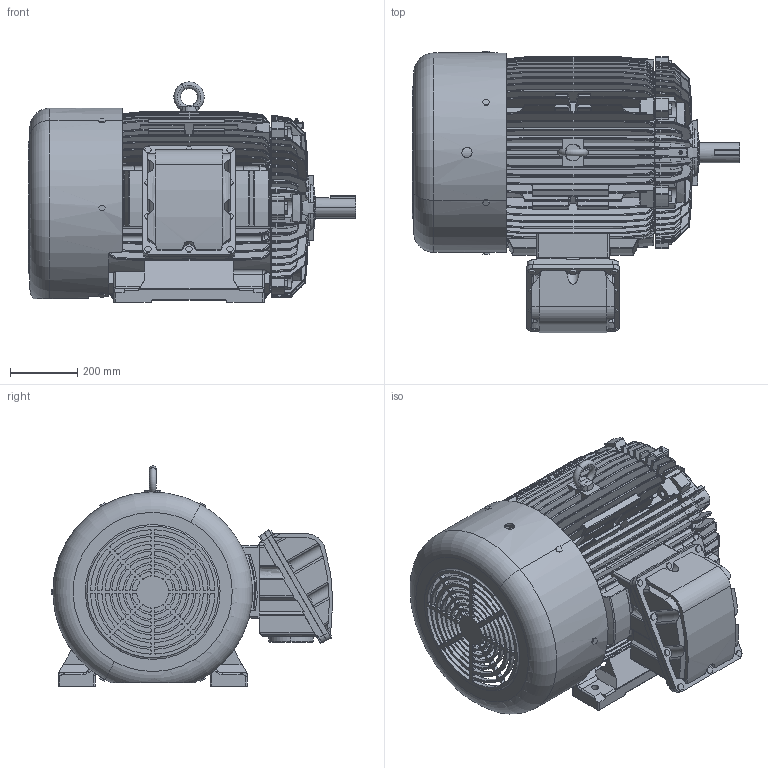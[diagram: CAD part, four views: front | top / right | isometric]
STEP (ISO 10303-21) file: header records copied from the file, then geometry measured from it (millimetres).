
FILE_DESCRIPTION(('CATIA V5 STEP Exchange'),'2;1');
FILE_NAME('31043A193--AEHHXU-444TS.stp','2017-03-11T07:07:44+00:00',('none'),('none'),'Version 5-6 Release 2012','CATIA V5 STEP AP203','none');
FILE_SCHEMA(('CONFIG_CONTROL_DESIGN'));
Products named in the file (1): 31043A193--AEHHXU-444TS
Bounding box: 972.8 x 835.16 x 653.39 mm (x, y, z)
Volume: 141303399.5 mm3; surface area: 6433671.9 mm2
Topology: 7 solids, 22 shells, 4800 faces, 12441 edges, 7749 vertices
Faces by surface type: cylinder 1660, plane 1284, bspline 1214, cone 405, torus 186, extrusion 43, sphere 8
Entity records: 218670 total; most frequent: CARTESIAN_POINT 120060, ORIENTED_EDGE 24838, DIRECTION 12442, EDGE_CURVE 12417, VERTEX_POINT 7749, AXIS2_PLACEMENT_3D 5632, B_SPLINE_CURVE_WITH_KNOTS 5231, EDGE_LOOP 5058
